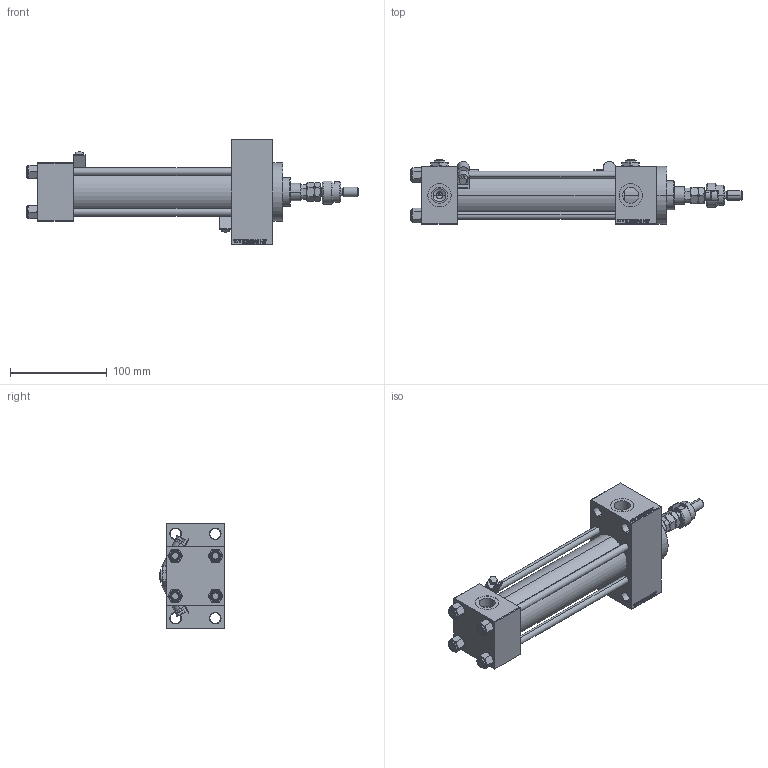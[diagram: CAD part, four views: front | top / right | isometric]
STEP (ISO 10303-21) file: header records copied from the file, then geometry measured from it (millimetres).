
FILE_DESCRIPTION (( 'STEP AP203' ), '1' );
FILE_NAME ('e4a9.STEP', '2025-04-16T12:38:45', ( '' ), ( '' ), 'SwSTEP 2.0', 'SolidWorks 2019', '' );
FILE_SCHEMA (( 'CONFIG_CONTROL_DESIGN' ));
Length unit declared in the file: millimetre
Products named in the file (11): V215CR_D_TYCINKA 2812c47bdf2c9024dac0e89b16305baa; Zatka_pro_OIL_PORT 2812c47bdf2c9024dac0e89b16305baa; NUT_M5_D 2812c47bdf2c9024dac0e89b16305baa; V215CR_VCP_D 2812c47bdf2c9024dac0e89b16305baa; MFA 2812c47bdf2c9024dac0e89b16305baa; V215_VC_A 2812c47bdf2c9024dac0e89b16305baa; DFA 2812c47bdf2c9024dac0e89b16305baa; FEMALE_PART_FOR_DFA 2812c47bdf2c9024dac0e89b16305baa; V215CR_D_Body 2812c47bdf2c9024dac0e89b16305baa; e4a9; MSRF_MSRG1 2812c47bdf2c9024dac0e89b16305baa
Assembly tree (18 placements, depth 3):
  e4a9
    V215CR_D_Body 2812c47bdf2c9024dac0e89b16305baa
    V215CR_VCP_D 2812c47bdf2c9024dac0e89b16305baa
    NUT_M5_D 2812c47bdf2c9024dac0e89b16305baa  x4
    V215CR_D_TYCINKA 2812c47bdf2c9024dac0e89b16305baa  x4
    V215_VC_A 2812c47bdf2c9024dac0e89b16305baa
    DFA 2812c47bdf2c9024dac0e89b16305baa
      FEMALE_PART_FOR_DFA 2812c47bdf2c9024dac0e89b16305baa
      MFA 2812c47bdf2c9024dac0e89b16305baa
    MSRF_MSRG1 2812c47bdf2c9024dac0e89b16305baa  x2
    Zatka_pro_OIL_PORT 2812c47bdf2c9024dac0e89b16305baa  x2
Bounding box: 343 x 67 x 109 mm (x, y, z)
Volume: 619589.1 mm3; surface area: 179792.1 mm2
Topology: 17 solids, 17 shells, 1354 faces, 3322 edges, 2126 vertices
Faces by surface type: plane 610, bspline 368, cone 224, cylinder 140, torus 12
Entity records: 53151 total; most frequent: CARTESIAN_POINT 26587, ORIENTED_EDGE 5794, DIRECTION 3983, EDGE_CURVE 2897, VERTEX_POINT 1876, VECTOR 1665, LINE 1665, EDGE_LOOP 1303
